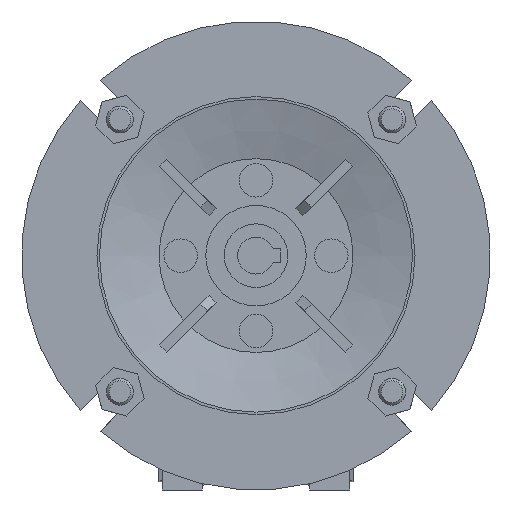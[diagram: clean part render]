
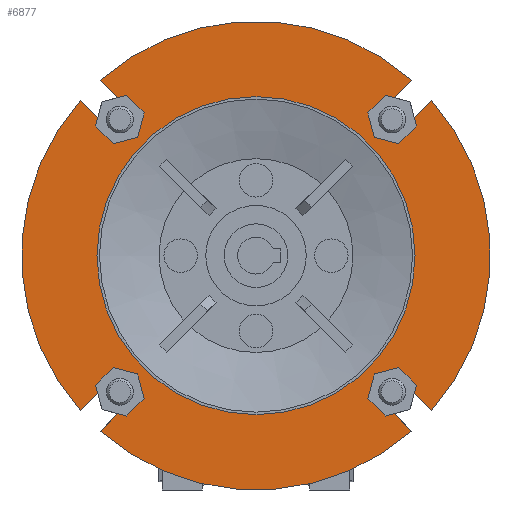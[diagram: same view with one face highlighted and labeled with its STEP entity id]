
A CAD part, front view. The second image highlights one B-rep face of the part: STEP entity #6877.
In plain terms, the highlighted face is planar.
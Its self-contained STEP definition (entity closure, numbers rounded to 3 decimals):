
#6877=ADVANCED_FACE('',(#12546,#12548),#12550,.T.);
#12546=FACE_BOUND('',#12547,.T.);
#12547=EDGE_LOOP('',(#16618,#16619,#16620,#16621,#16622,#16623,#16624,#16625,#16626,
#16627,#16628,#16629,#16630,#16631,#16632,#16633));
#12548=FACE_BOUND('',#12549,.T.);
#12549=EDGE_LOOP('',(#16634));
#12550=PLANE('',#12551);
#12551=AXIS2_PLACEMENT_3D('',#12552,#12553,#12554);
#12552=CARTESIAN_POINT('',(55.,105.,122.));
#12553=DIRECTION('',(1.,0.,0.));
#12554=DIRECTION('',(0.,-1.,0.));
#16618=ORIENTED_EDGE('',*,*,#18669,.T.);
#16619=ORIENTED_EDGE('',*,*,#18677,.F.);
#16620=ORIENTED_EDGE('',*,*,#18671,.T.);
#16621=ORIENTED_EDGE('',*,*,#18674,.T.);
#16622=ORIENTED_EDGE('',*,*,#18675,.T.);
#16623=ORIENTED_EDGE('',*,*,#18315,.F.);
#16624=ORIENTED_EDGE('',*,*,#18664,.T.);
#16625=ORIENTED_EDGE('',*,*,#18662,.T.);
#16626=ORIENTED_EDGE('',*,*,#18660,.T.);
#16627=ORIENTED_EDGE('',*,*,#18676,.F.);
#16628=ORIENTED_EDGE('',*,*,#18657,.T.);
#16629=ORIENTED_EDGE('',*,*,#18655,.T.);
#16630=ORIENTED_EDGE('',*,*,#18665,.T.);
#16631=ORIENTED_EDGE('',*,*,#18313,.F.);
#16632=ORIENTED_EDGE('',*,*,#18653,.T.);
#16633=ORIENTED_EDGE('',*,*,#18667,.T.);
#16634=ORIENTED_EDGE('',*,*,#18320,.T.);
#18313=EDGE_CURVE('',#21318,#21313,#21320,.T.);
#18315=EDGE_CURVE('',#21322,#21324,#21325,.T.);
#18320=EDGE_CURVE('',#21333,#21333,#21334,.T.);
#18653=EDGE_CURVE('',#21318,#21901,#21903,.T.);
#18655=EDGE_CURVE('',#21906,#21904,#21907,.T.);
#18657=EDGE_CURVE('',#21909,#21906,#21910,.T.);
#18660=EDGE_CURVE('',#21914,#21912,#21915,.T.);
#18662=EDGE_CURVE('',#21917,#21914,#21918,.T.);
#18664=EDGE_CURVE('',#21322,#21917,#21920,.T.);
#18665=EDGE_CURVE('',#21904,#21313,#21921,.T.);
#18667=EDGE_CURVE('',#21901,#21922,#21924,.T.);
#18669=EDGE_CURVE('',#21922,#21925,#21927,.T.);
#18671=EDGE_CURVE('',#21930,#21928,#21931,.T.);
#18674=EDGE_CURVE('',#21928,#21933,#21935,.T.);
#18675=EDGE_CURVE('',#21933,#21324,#21936,.T.);
#18676=EDGE_CURVE('',#21909,#21912,#21937,.T.);
#18677=EDGE_CURVE('',#21930,#21925,#21938,.T.);
#21313=VERTEX_POINT('',#28670);
#21318=VERTEX_POINT('',#28680);
#21320=CIRCLE('',#28684,70.);
#21322=VERTEX_POINT('',#28689);
#21324=VERTEX_POINT('',#28693);
#21325=CIRCLE('',#28694,70.);
#21333=VERTEX_POINT('',#28716);
#21334=CIRCLE('',#28717,47.5);
#21901=VERTEX_POINT('',#30883);
#21903=LINE('',#30887,#30888);
#21904=VERTEX_POINT('',#30890);
#21906=VERTEX_POINT('',#30894);
#21907=CIRCLE('',#30895,4.25);
#21909=VERTEX_POINT('',#30902);
#21910=LINE('',#30903,#30904);
#21912=VERTEX_POINT('',#30909);
#21914=VERTEX_POINT('',#30913);
#21915=LINE('',#30914,#30915);
#21917=VERTEX_POINT('',#30920);
#21918=CIRCLE('',#30921,4.25);
#21920=LINE('',#30928,#30929);
#21921=LINE('',#30931,#30932);
#21922=VERTEX_POINT('',#30934);
#21924=CIRCLE('',#30938,4.25);
#21925=VERTEX_POINT('',#30942);
#21927=LINE('',#30946,#30947);
#21928=VERTEX_POINT('',#30949);
#21930=VERTEX_POINT('',#30953);
#21931=LINE('',#30954,#30955);
#21933=VERTEX_POINT('',#30960);
#21935=CIRCLE('',#30964,4.25);
#21936=LINE('',#30968,#30969);
#21937=CIRCLE('',#30971,70.);
#21938=CIRCLE('',#30975,70.);
#28670=CARTESIAN_POINT('',(55.,17.589,168.401));
#28680=CARTESIAN_POINT('',(55.,17.589,75.599));
#28684=AXIS2_PLACEMENT_3D('',#28685,#28686,#28687);
#28685=CARTESIAN_POINT('',(55.,70.,122.));
#28686=DIRECTION('',(-1.,-0.,0.));
#28687=DIRECTION('',(0.,-0.749,-0.663));
#28689=CARTESIAN_POINT('',(55.,122.411,168.401));
#28693=CARTESIAN_POINT('',(55.,122.411,75.599));
#28694=AXIS2_PLACEMENT_3D('',#28695,#28696,#28697);
#28695=CARTESIAN_POINT('',(55.,70.,122.));
#28696=DIRECTION('',(-1.,0.,-0.));
#28697=DIRECTION('',(0.,0.749,0.663));
#28716=CARTESIAN_POINT('',(55.,117.5,122.));
#28717=AXIS2_PLACEMENT_3D('',#28718,#28719,#28720);
#28718=CARTESIAN_POINT('',(55.,70.,122.));
#28719=DIRECTION('',(-1.,-0.,-0.));
#28720=DIRECTION('',(0.,1.,0.));
#30883=CARTESIAN_POINT('',(55.,26.336,84.347));
#30887=CARTESIAN_POINT('',(55.,17.589,75.599));
#30888=VECTOR('',#30889,1.);
#30889=DIRECTION('',(0.,0.707,0.707));
#30890=CARTESIAN_POINT('',(55.,26.336,159.653));
#30894=CARTESIAN_POINT('',(55.,32.347,165.664));
#30895=AXIS2_PLACEMENT_3D('',#30896,#30897,#30898);
#30896=CARTESIAN_POINT('',(55.,29.341,162.659));
#30897=DIRECTION('',(-1.,0.,-0.));
#30898=DIRECTION('',(0.,0.707,0.707));
#30902=CARTESIAN_POINT('',(55.,23.599,174.411));
#30903=CARTESIAN_POINT('',(55.,23.599,174.411));
#30904=VECTOR('',#30905,1.);
#30905=DIRECTION('',(0.,0.707,-0.707));
#30909=CARTESIAN_POINT('',(55.,116.401,174.411));
#30913=CARTESIAN_POINT('',(55.,107.653,165.664));
#30914=CARTESIAN_POINT('',(55.,107.653,165.664));
#30915=VECTOR('',#30916,1.);
#30916=DIRECTION('',(0.,0.707,0.707));
#30920=CARTESIAN_POINT('',(55.,113.664,159.653));
#30921=AXIS2_PLACEMENT_3D('',#30922,#30923,#30924);
#30922=CARTESIAN_POINT('',(55.,110.659,162.659));
#30923=DIRECTION('',(-1.,0.,-0.));
#30924=DIRECTION('',(0.,0.707,-0.707));
#30928=CARTESIAN_POINT('',(55.,122.411,168.401));
#30929=VECTOR('',#30930,1.);
#30930=DIRECTION('',(0.,-0.707,-0.707));
#30931=CARTESIAN_POINT('',(55.,26.336,159.653));
#30932=VECTOR('',#30933,1.);
#30933=DIRECTION('',(0.,-0.707,0.707));
#30934=CARTESIAN_POINT('',(55.,32.347,78.336));
#30938=AXIS2_PLACEMENT_3D('',#30939,#30940,#30941);
#30939=CARTESIAN_POINT('',(55.,29.341,81.341));
#30940=DIRECTION('',(-1.,-0.,0.));
#30941=DIRECTION('',(0.,-0.707,0.707));
#30942=CARTESIAN_POINT('',(55.,23.599,69.589));
#30946=CARTESIAN_POINT('',(55.,32.347,78.336));
#30947=VECTOR('',#30948,1.);
#30948=DIRECTION('',(0.,-0.707,-0.707));
#30949=CARTESIAN_POINT('',(55.,107.653,78.336));
#30953=CARTESIAN_POINT('',(55.,116.401,69.589));
#30954=CARTESIAN_POINT('',(55.,116.401,69.589));
#30955=VECTOR('',#30956,1.);
#30956=DIRECTION('',(0.,-0.707,0.707));
#30960=CARTESIAN_POINT('',(55.,113.664,84.347));
#30964=AXIS2_PLACEMENT_3D('',#30965,#30966,#30967);
#30965=CARTESIAN_POINT('',(55.,110.659,81.341));
#30966=DIRECTION('',(-1.,-0.,0.));
#30967=DIRECTION('',(0.,-0.707,-0.707));
#30968=CARTESIAN_POINT('',(55.,113.664,84.347));
#30969=VECTOR('',#30970,1.);
#30970=DIRECTION('',(0.,0.707,-0.707));
#30971=AXIS2_PLACEMENT_3D('',#30972,#30973,#30974);
#30972=CARTESIAN_POINT('',(55.,70.,122.));
#30973=DIRECTION('',(-1.,-0.,0.));
#30974=DIRECTION('',(0.,-0.663,0.749));
#30975=AXIS2_PLACEMENT_3D('',#30976,#30977,#30978);
#30976=CARTESIAN_POINT('',(55.,70.,122.));
#30977=DIRECTION('',(-1.,0.,-0.));
#30978=DIRECTION('',(0.,0.663,-0.749));
